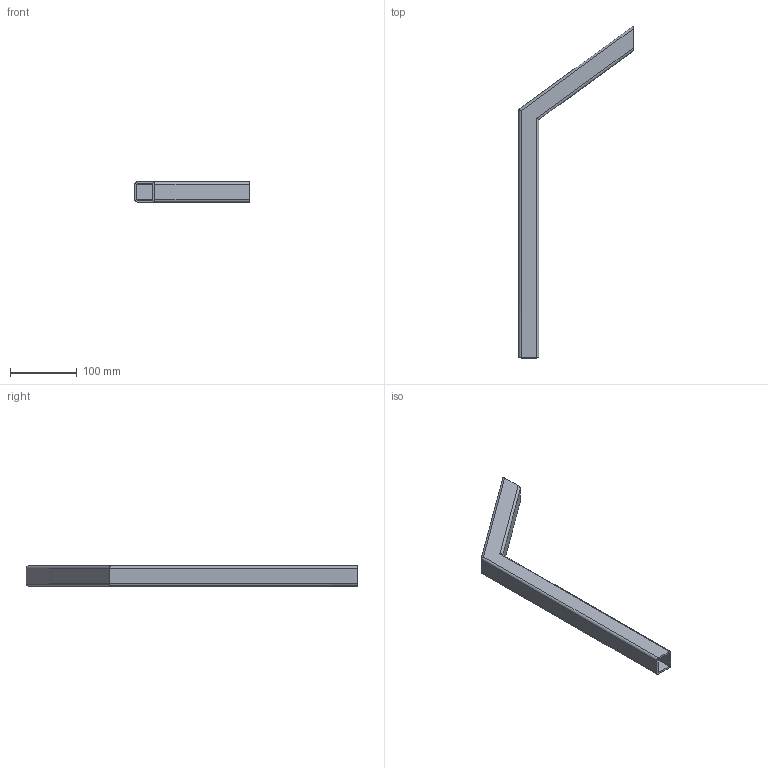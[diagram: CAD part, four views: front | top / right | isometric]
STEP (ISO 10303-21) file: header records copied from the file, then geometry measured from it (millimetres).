
FILE_DESCRIPTION(/* description */ (''),/* implementation_level */ '2;1');
FILE_NAME(/* name */ 'SUPPORTO_POMPA_FRENO_6.stp',/* time_stamp */ '2016-06-02T11:19:15+02:00',/* author */ (''),/* organization */ (''),/* preprocessor_version */ 'ST-DEVELOPER v16.5',/* originating_system */ 'Autodesk Translation Framework v5.0.0.3310',/* authorisation */ '');
FILE_SCHEMA (('AUTOMOTIVE_DESIGN { 1 0 10303 214 3 1 1 }'));
Length unit declared in the file: centimetre
Products named in the file (1): SUPPORTO_POMPA_FRENO_6
Bounding box: 170.76 x 496.59 x 30 mm (x, y, z)
Volume: 174737.1 mm3; surface area: 117193.8 mm2
Topology: 1 solids, 1 shells, 30 faces, 76 edges, 48 vertices
Faces by surface type: cylinder 16, plane 14
Entity records: 928 total; most frequent: DIRECTION 162, CARTESIAN_POINT 155, ORIENTED_EDGE 152, EDGE_CURVE 76, AXIS2_PLACEMENT_3D 55, LINE 52, VECTOR 52, VERTEX_POINT 48
